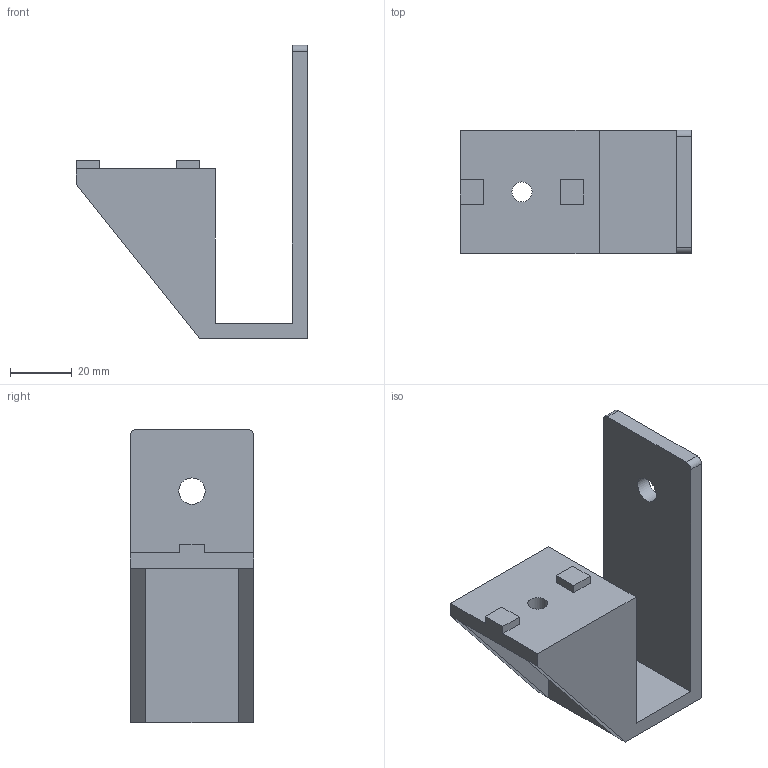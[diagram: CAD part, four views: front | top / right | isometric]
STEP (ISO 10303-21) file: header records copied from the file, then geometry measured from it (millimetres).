
FILE_DESCRIPTION(('HOOPS Exchange Step'),'2;1');
FILE_NAME('export-E7F960AF-6846-4BAF-8554-A57C89C450F3.stp','2022-04-11T22:48:20+03:00',('othaa'),('Alibre'),'HOOPS Exchange 2020.1','Alibre','Unknown authorisation');
FILE_SCHEMA( ('AP242_MANAGED_MODEL_BASED_3D_ENGINEERING_MIM_LF {1 0 10303 442 1 1 4 }') );
Length unit declared in the file: millimetre
Products named in the file (1): Bracket horizontal coils
Bounding box: 75 x 40 x 95 mm (x, y, z)
Volume: 52877.8 mm3; surface area: 23707.7 mm2
Topology: 1 solids, 1 shells, 29 faces, 74 edges, 48 vertices
Faces by surface type: plane 25, cylinder 4
Full cylindrical faces by diameter (mm): 6.5 x1, 8.5 x1
Entity records: 902 total; most frequent: CARTESIAN_POINT 153, ORIENTED_EDGE 148, DIRECTION 144, EDGE_CURVE 74, VECTOR 66, LINE 66, VERTEX_POINT 48, AXIS2_PLACEMENT_3D 39
